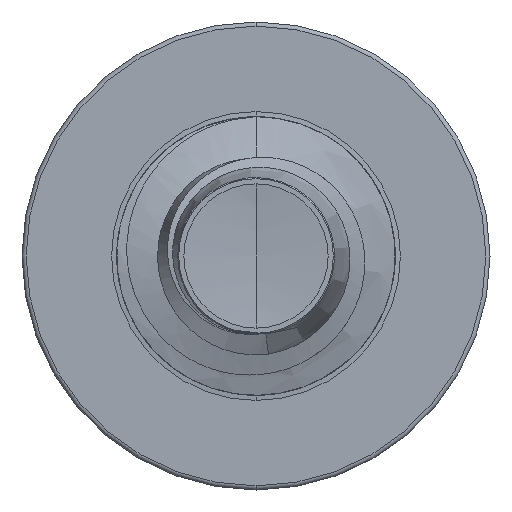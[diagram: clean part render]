
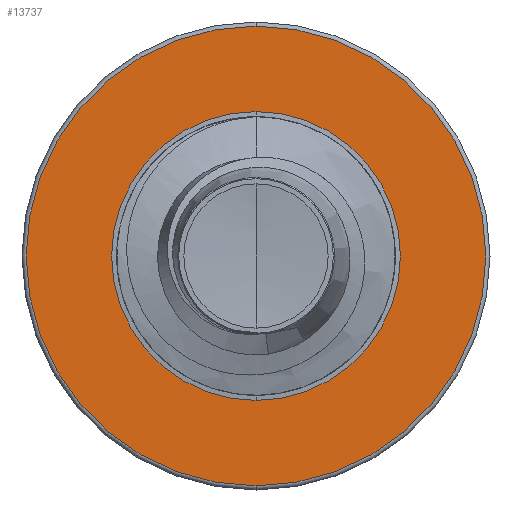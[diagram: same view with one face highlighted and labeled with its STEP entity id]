
A CAD part, front view. The second image highlights one B-rep face of the part: STEP entity #13737.
In plain terms, the highlighted planar face has unit normal (0, -1, 0).
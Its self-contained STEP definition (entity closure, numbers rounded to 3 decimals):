
#1329 = ORIENTED_EDGE ( 'NONE', *, *, #7323, .T. ) ;
#1401 = CARTESIAN_POINT ( 'NONE',  ( 0., 8., 0. ) ) ;
#1512 = FACE_BOUND ( 'NONE', #6484, .T. ) ;
#1689 = ORIENTED_EDGE ( 'NONE', *, *, #4065, .F. ) ;
#2356 = AXIS2_PLACEMENT_3D ( 'NONE', #12512, #13410, #6392 ) ;
#2688 = VERTEX_POINT ( 'NONE', #12198 ) ;
#2803 = DIRECTION ( 'NONE',  ( 0., 0., 1. ) ) ;
#3073 = AXIS2_PLACEMENT_3D ( 'NONE', #1401, #10619, #2803 ) ;
#3240 = ORIENTED_EDGE ( 'NONE', *, *, #12236, .F. ) ;
#3639 = CARTESIAN_POINT ( 'NONE',  ( 0., 8., -2.062 ) ) ;
#3996 = DIRECTION ( 'NONE',  ( 0., 0., 1. ) ) ;
#3999 = DIRECTION ( 'NONE',  ( 0., 1., 0. ) ) ;
#4021 = CARTESIAN_POINT ( 'NONE',  ( 0., 8., 0. ) ) ;
#4065 = EDGE_CURVE ( 'NONE', #2688, #4175, #6896, .T. ) ;
#4175 = VERTEX_POINT ( 'NONE', #3639 ) ;
#4413 = VERTEX_POINT ( 'NONE', #9239 ) ;
#4555 = CIRCLE ( 'NONE', #3073, 2.063 ) ;
#4645 = EDGE_CURVE ( 'NONE', #4413, #10288, #12265, .T. ) ;
#5828 = CIRCLE ( 'NONE', #10995, 1.296 ) ;
#6392 = DIRECTION ( 'NONE',  ( 0., 0., 1. ) ) ;
#6484 = EDGE_LOOP ( 'NONE', ( #9389, #1329 ) ) ;
#6896 = CIRCLE ( 'NONE', #8299, 2.063 ) ;
#7323 = EDGE_CURVE ( 'NONE', #10288, #4413, #5828, .T. ) ;
#7490 = DIRECTION ( 'NONE',  ( 0., 0., 1. ) ) ;
#7606 = CARTESIAN_POINT ( 'NONE',  ( 0., 8., 0. ) ) ;
#7812 = DIRECTION ( 'NONE',  ( 0., 1., 0. ) ) ;
#8299 = AXIS2_PLACEMENT_3D ( 'NONE', #4021, #3999, #3996 ) ;
#9239 = CARTESIAN_POINT ( 'NONE',  ( 0., 8., 1.296 ) ) ;
#9389 = ORIENTED_EDGE ( 'NONE', *, *, #4645, .T. ) ;
#10002 = AXIS2_PLACEMENT_3D ( 'NONE', #7606, #7812, #7490 ) ;
#10288 = VERTEX_POINT ( 'NONE', #12408 ) ;
#10619 = DIRECTION ( 'NONE',  ( 0., 1., 0. ) ) ;
#10995 = AXIS2_PLACEMENT_3D ( 'NONE', #14150, #14094, #14259 ) ;
#11307 = PLANE ( 'NONE',  #2356 ) ;
#12198 = CARTESIAN_POINT ( 'NONE',  ( 0., 8., 2.063 ) ) ;
#12234 = FACE_OUTER_BOUND ( 'NONE', #14103, .T. ) ;
#12236 = EDGE_CURVE ( 'NONE', #4175, #2688, #4555, .T. ) ;
#12265 = CIRCLE ( 'NONE', #10002, 1.296 ) ;
#12408 = CARTESIAN_POINT ( 'NONE',  ( 0., 8., -1.296 ) ) ;
#12512 = CARTESIAN_POINT ( 'NONE',  ( 0., 8., -1.296 ) ) ;
#13410 = DIRECTION ( 'NONE',  ( 0., 1., 0. ) ) ;
#13737 = ADVANCED_FACE ( 'NONE', ( #12234, #1512 ), #11307, .F. ) ;
#14094 = DIRECTION ( 'NONE',  ( 0., 1., 0. ) ) ;
#14103 = EDGE_LOOP ( 'NONE', ( #1689, #3240 ) ) ;
#14150 = CARTESIAN_POINT ( 'NONE',  ( 0., 8., 0. ) ) ;
#14259 = DIRECTION ( 'NONE',  ( 0., 0., 1. ) ) ;
